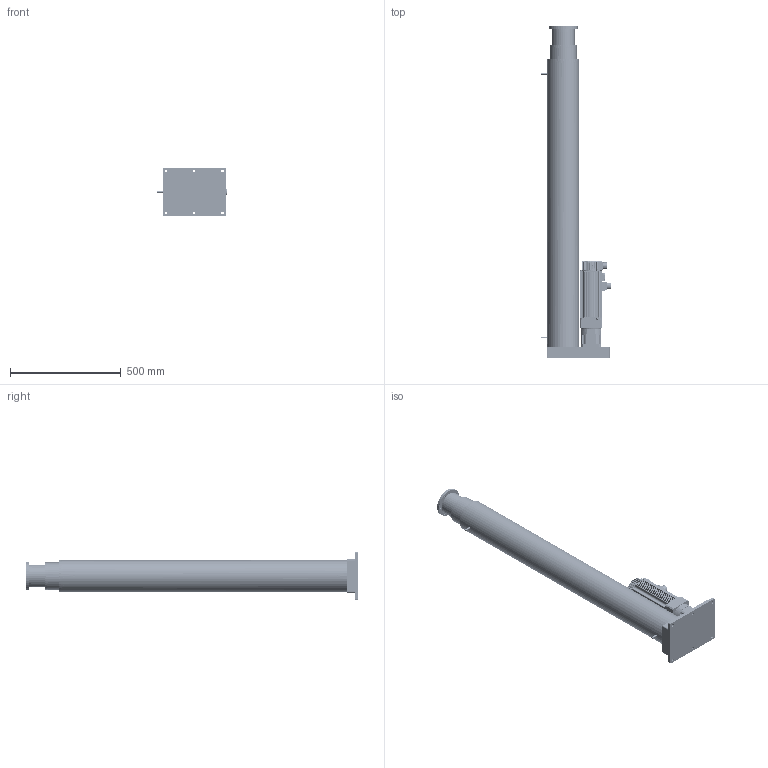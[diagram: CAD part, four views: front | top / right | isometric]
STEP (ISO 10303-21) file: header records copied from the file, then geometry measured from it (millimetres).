
FILE_DESCRIPTION (( 'STEP AP203' ), '1' );
FILE_NAME ('RLD145-15HB-7.9KN-R3500-S3-107mm-s.STEP', '2024-12-24T06:10:22', ( '微软用户' ), ( '微软中国' ), 'SwSTEP 2.0', 'SolidWorks 2022', '' );
FILE_SCHEMA (( 'CONFIG_CONTROL_DESIGN' ));
Length unit declared in the file: millimetre
Products named in the file (50): 复件 240413-RG-145多节缸第三节缸筒^RLD145-15HB-7.9KN-R3500-S3-107mm-s; __-100-__-D_AF0_7.stp; __-___AF0_7.stp; 复件 240413-RG-145多节缸箱体盖板^RLD145-15HB-7.9KN-R3500-S3-107mm-s; ____-130H2_7.stp; 0000700396_7_1.stp; _____AF0_ASM_7_ASM.stp; 22010052_2_7.stp; CB5-16_AF3_7.stp; 复件 240413-RG-145多节缸轴承座^RLD145-15HB-7.9KN-R3500-S3-107mm-s; CB5-16_AF2_7.stp; CB5-16_AF5_7.stp; CB5-16_AF0_7.stp; __-______1_AF0_7.stp; 31100134-0001_4.stp; 22010052_2_AF3_7.stp; 22010052_1_7.stp; RLD145-15HB-7.9KN-R3500-S3-107mm-s; ___-100_AF0_7.stp; 0000700396_7_ASM.stp; CB5-16_AF1_7.stp; CB5-16_AF6_7.stp; 15050041-2LJ_4.stp; 复件 240413-RG-145多节缸第一节缸筒^RLD145-15HB-7.9KN-R3500-S3-107mm-s; 0312-1_AF0_7.stp; ___-100_AF1_ASM_7_ASM.stp; 0312-1_AF2_7.stp; __-______AF0_7.stp; 100-___-D_AF0_7.stp; ____-100_7.stp; 0312-1_AF1_7.stp; 22050021_7.stp; 复件 240413-RG-145多节缸第二节缸筒^RLD145-15HB-7.9KN-R3500-S3-107mm-s; 2KW-3000带刹车; _________XIN_7.stp; CB5-16_AF4_7.stp; 0000700396_7_2.stp; 01113517-WXSTEP_B00 (MS1H2-20C30CD-T334Z-S4 整机3D模型)(1).stp; 0312-1_AF3_7.stp; 15050037-LJ_7.stp ...
Assembly tree (67 placements, depth 6):
  RLD145-15HB-7.9KN-R3500-S3-107mm-s
    复件 240413-RG-145多节缸箱体盖板^RLD145-15HB-7.9KN-R3500-S3-107mm-s
    复件 240413-RG-145多节缸轴承座^RLD145-15HB-7.9KN-R3500-S3-107mm-s
    复件 240413-RG-145多节缸第二节缸筒^RLD145-15HB-7.9KN-R3500-S3-107mm-s
    复件 240413-RG-145多节缸第三节缸筒^RLD145-15HB-7.9KN-R3500-S3-107mm-s
    复件 240413-RG-145多节缸第四节缸筒^RLD145-15HB-7.9KN-R3500-S3-107mm-s
    复件 240413-RG-145多节缸第一节缸筒^RLD145-15HB-7.9KN-R3500-S3-107mm-s
    PGH90-L1-24-95-115-M6-A22
    2KW-3000带刹车
      01113517-WXSTEP_B00 (MS1H2-20C30CD-T334Z-S4 整机3D模型)(1).stp
        ISMH2-25C30CD-U134Z_ASM_7_ASM.stp
          _____AF0_ASM_7_ASM.stp
            ___-100_AF0_7.stp
            ____-100_7.stp
            ____-130H2_7.stp
          ___-100_AF1_ASM_7_ASM.stp
            __-______AF0_7.stp
            __-______1_AF0_7.stp
          0000700396_7_ASM.stp
            0000700396_7_1.stp
            0000700396_7_2.stp
          __-100-__-D_AF0_7.stp
          _____1_AF0_7.stp
          __-___AF0_7.stp
          _________XIN_7.stp
          ____-130H2_7.stp
          15050037-LJ_7.stp
          ____2_7.stp
          100-___-D_AF0_7.stp
          22010917_7.stp
          CB5-16_AF0_7.stp
          CB5-16_AF1_7.stp
          CB5-16_AF2_7.stp
          CB5-16_AF3_7.stp
          22050021_7.stp  x4
          22010052_1_7.stp  x8
          22010052_2_AF0_7.stp
          22010052_2_AF1_7.stp
          22010052_2_AF2_7.stp
          22010052_2_AF3_7.stp
          22010052_2_7.stp  x8
          CB5-16_AF4_7.stp
          CB5-16_AF5_7.stp
          CB5-16_AF6_7.stp
          CB5-16_AF7_7.stp
          0312-1_AF0_7.stp
          0312-1_AF1_7.stp
          0312-1_AF2_7.stp
          0312-1_AF3_7.stp
          31100134-0001_4.stp
          15050041-2LJ_4.stp
Bounding box: 316 x 1500 x 220 mm (x, y, z)
Volume: 11391993.5 mm3; surface area: 4433056 mm2
Topology: 78 solids, 86 shells, 5892 faces, 13384 edges, 7709 vertices
Faces by surface type: cylinder 2128, cone 2071, plane 1181, torus 302, sphere 141, bspline 69
Entity records: 140613 total; most frequent: CARTESIAN_POINT 41097, DIRECTION 20574, ORIENTED_EDGE 18916, EDGE_CURVE 9464, AXIS2_PLACEMENT_3D 8183, VERTEX_POINT 5668, EDGE_LOOP 4478, VECTOR 4208
